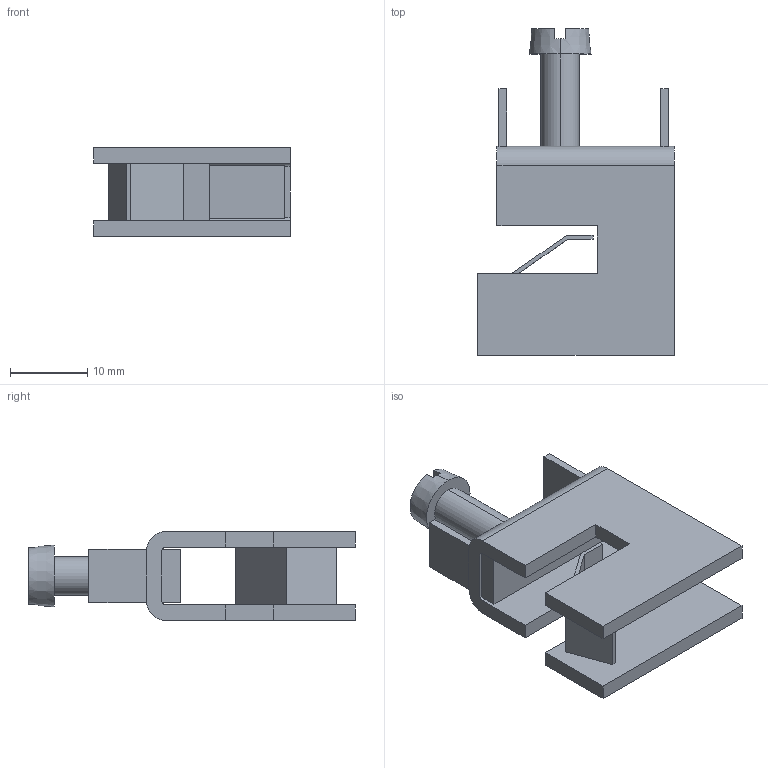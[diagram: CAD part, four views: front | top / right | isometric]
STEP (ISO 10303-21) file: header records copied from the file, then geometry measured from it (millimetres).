
FILE_DESCRIPTION((''),'2;1');
FILE_NAME('ASM0092_ASM','2021-04-16T',('marketing.praksa'),('Audax d.o.o.'),'CREO PARAMETRIC BY PTC INC, 2017480','CREO PARAMETRIC BY PTC INC, 2017480','');
FILE_SCHEMA(('AUTOMOTIVE_DESIGN { 1 0 10303 214 1 1 1 1 }'));
Products named in the file (3): PRT0116; PRT8783; ASM0092_ASM
Assembly tree (2 placements, depth 2):
  ASM0092_ASM
    PRT0116
    PRT8783
Bounding box: 25.5 x 42.4 x 11.5 mm (x, y, z)
Volume: 3390.1 mm3; surface area: 4423.2 mm2
Topology: 4 solids, 4 shells, 204 faces, 574 edges, 380 vertices
Faces by surface type: plane 130, cylinder 58, cone 12, torus 4
Entity records: 10201 total; most frequent: CARTESIAN_POINT 1382, ORIENTED_EDGE 1148, DIRECTION 1116, PRESENTATION_STYLE_ASSIGNMENT 782, STYLED_ITEM 782, CURVE_STYLE 574, EDGE_CURVE 574, VERTEX_POINT 380
